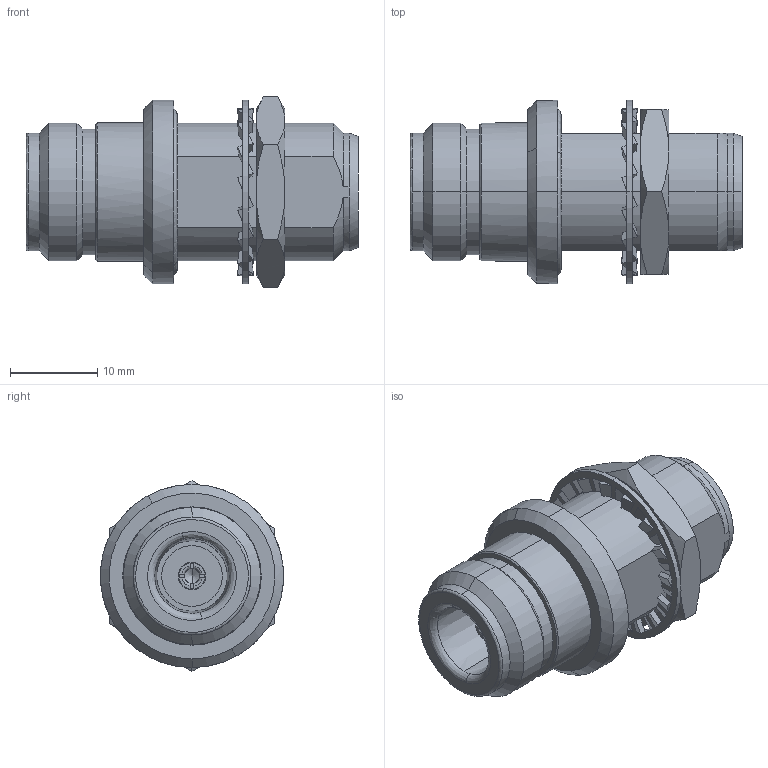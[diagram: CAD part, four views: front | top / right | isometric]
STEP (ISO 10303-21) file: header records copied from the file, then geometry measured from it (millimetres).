
FILE_DESCRIPTION (( 'STEP AP214' ), '1' );
FILE_NAME ('43462~0.STEP', '2019-03-26T09:43:44', ( '' ), ( '' ), 'SwSTEP 2.0', 'SolidWorks 2018', '' );
FILE_SCHEMA (( 'AUTOMOTIVE_DESIGN' ));
Length unit declared in the file: millimetre
Products named in the file (1): 43462~0
Bounding box: 38.05 x 21 x 21.82 mm (x, y, z)
Volume: 6508.9 mm3; surface area: 4708.7 mm2
Topology: 2 solids, 4 shells, 347 faces, 935 edges, 605 vertices
Faces by surface type: plane 129, cylinder 111, cone 55, bspline 52
Entity records: 12256 total; most frequent: CARTESIAN_POINT 4248, ORIENTED_EDGE 1862, DIRECTION 1499, EDGE_CURVE 931, AXIS2_PLACEMENT_3D 613, VERTEX_POINT 605, EDGE_LOOP 370, FACE_OUTER_BOUND 347
